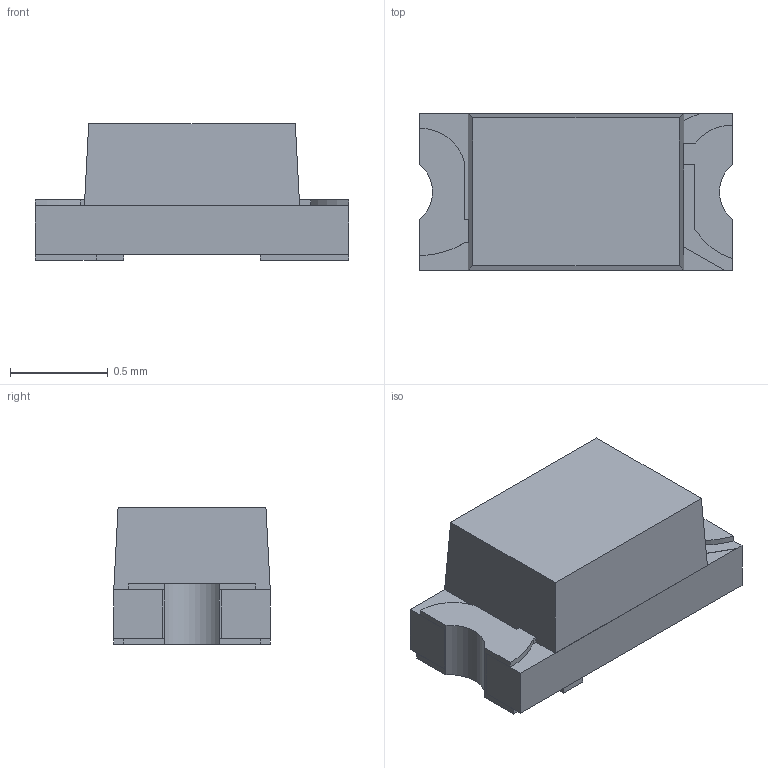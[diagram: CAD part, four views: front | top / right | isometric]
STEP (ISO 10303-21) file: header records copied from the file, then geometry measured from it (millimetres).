
FILE_DESCRIPTION(/* description */ ('Unknown'),/* implementation_level */ '2;1');
FILE_NAME(/* name */ '150060xx75003',/* time_stamp */ '2020-07-27T13:07:35+02:00',/* author */ ('Unknown'),/* organization */ ('Unknown'),/* preprocessor_version */ 'ST-DEVELOPER v16.7',/* originating_system */ 'DEX',/* authorisation */ $);
FILE_SCHEMA (('AUTOMOTIVE_DESIGN {1 0 10303 214 3 1 1}'));
Length unit declared in the file: millimetre
Products named in the file (4): 150060xx75003; Body; Contacts; Dome
Assembly tree (3 placements, depth 2):
  150060xx75003
    Body
    Contacts
    Dome
Bounding box: 1.6 x 0.8 x 0.7 mm (x, y, z)
Volume: 0.7 mm3; surface area: 10.6 mm2
Topology: 3 solids, 3 shells, 124 faces, 319 edges, 212 vertices
Faces by surface type: plane 102, cylinder 20, bspline 2
Full cylindrical faces by diameter (mm): 0.02 x2, 0.08 x4, 0.35 x2
Entity records: 4806 total; most frequent: CARTESIAN_POINT 815, ORIENTED_EDGE 618, DIRECTION 603, EDGE_CURVE 309, LINE 267, VECTOR 267, VERTEX_POINT 212, AXIS2_PLACEMENT_3D 168
